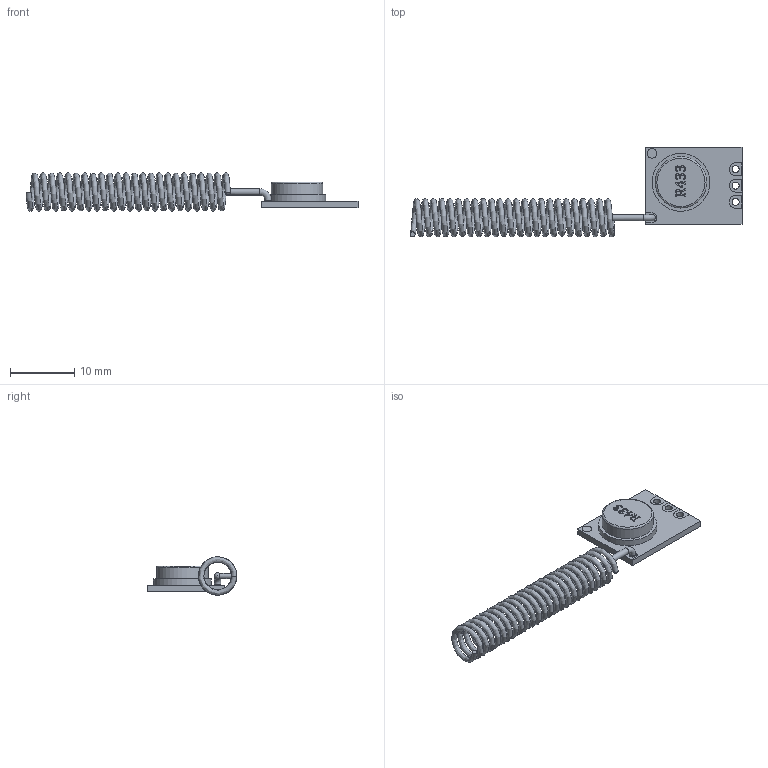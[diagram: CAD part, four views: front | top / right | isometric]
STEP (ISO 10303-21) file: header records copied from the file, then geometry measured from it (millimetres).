
FILE_DESCRIPTION(/* description */ (''),/* implementation_level */ '2;1');
FILE_NAME(/* name */ 'NiceRF_transmitter v3.step',/* time_stamp */ '2024-01-14T13:18:00+01:00',/* author */ (''),/* organization */ (''),/* preprocessor_version */ 'ST-DEVELOPER v20',/* originating_system */ 'Autodesk Translation Framework v12.14.0.127',/* authorisation */ '');
FILE_SCHEMA (('AUTOMOTIVE_DESIGN { 1 0 10303 214 3 1 1 }'));
Length unit declared in the file: millimetre
Products named in the file (1): NiceRF_transmitter
Bounding box: 51.65 x 14 x 5.98 mm (x, y, z)
Volume: 545.1 mm3; surface area: 1666.7 mm2
Topology: 8 solids, 8 shells, 218 faces, 591 edges, 394 vertices
Faces by surface type: bspline 107, plane 89, cylinder 18, torus 2, sphere 2
Full cylindrical faces by diameter (mm): 0.8 x1, 1 x4, 1.1 x6, 1.5 x1, 8 x1, 9 x1
Entity records: 11423 total; most frequent: CARTESIAN_POINT 6553, ORIENTED_EDGE 1178, DIRECTION 643, EDGE_CURVE 589, VERTEX_POINT 394, LINE 317, VECTOR 317, EDGE_LOOP 241
